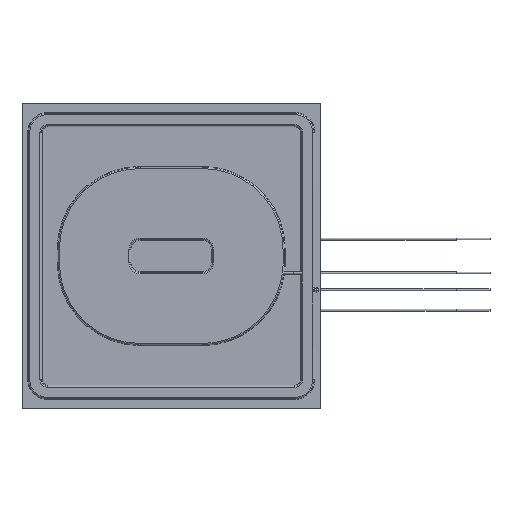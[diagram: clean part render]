
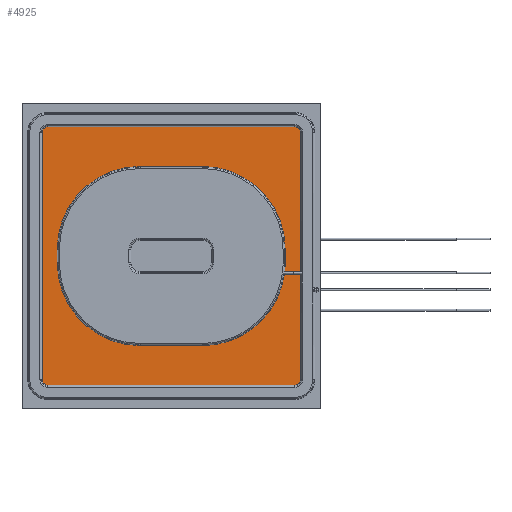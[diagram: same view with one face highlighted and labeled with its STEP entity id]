
A CAD part, top view. The second image highlights one B-rep face of the part: STEP entity #4925.
In plain terms, the highlighted planar face has unit normal (0, 0, 1).
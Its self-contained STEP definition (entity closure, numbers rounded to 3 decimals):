
#349=CIRCLE('',#5951,0.84);
#350=CIRCLE('',#5952,0.84);
#351=CIRCLE('',#5953,0.84);
#352=CIRCLE('',#5954,0.84);
#353=CIRCLE('',#5955,12.21);
#354=CIRCLE('',#5956,12.21);
#355=CIRCLE('',#5957,12.21);
#356=CIRCLE('',#5958,12.21);
#357=CIRCLE('',#5959,12.21);
#1323=ORIENTED_EDGE('',*,*,#2497,.T.);
#1324=ORIENTED_EDGE('',*,*,#2498,.T.);
#1325=ORIENTED_EDGE('',*,*,#2499,.T.);
#1326=ORIENTED_EDGE('',*,*,#2500,.T.);
#1327=ORIENTED_EDGE('',*,*,#2501,.T.);
#1328=ORIENTED_EDGE('',*,*,#2502,.T.);
#1329=ORIENTED_EDGE('',*,*,#2503,.T.);
#1330=ORIENTED_EDGE('',*,*,#2504,.T.);
#1331=ORIENTED_EDGE('',*,*,#2505,.T.);
#1332=ORIENTED_EDGE('',*,*,#2506,.T.);
#1333=ORIENTED_EDGE('',*,*,#2507,.T.);
#1334=ORIENTED_EDGE('',*,*,#2508,.T.);
#1335=ORIENTED_EDGE('',*,*,#2509,.T.);
#1336=ORIENTED_EDGE('',*,*,#2510,.T.);
#1337=ORIENTED_EDGE('',*,*,#2511,.T.);
#1338=ORIENTED_EDGE('',*,*,#2512,.T.);
#1339=ORIENTED_EDGE('',*,*,#2513,.T.);
#1340=ORIENTED_EDGE('',*,*,#2514,.T.);
#1341=ORIENTED_EDGE('',*,*,#2515,.T.);
#1342=ORIENTED_EDGE('',*,*,#2516,.T.);
#2497=EDGE_CURVE('',#3128,#3129,#3570,.T.);
#2498=EDGE_CURVE('',#3129,#3130,#3571,.F.);
#2499=EDGE_CURVE('',#3130,#3131,#349,.F.);
#2500=EDGE_CURVE('',#3131,#3132,#3572,.F.);
#2501=EDGE_CURVE('',#3132,#3133,#350,.F.);
#2502=EDGE_CURVE('',#3133,#3134,#3573,.F.);
#2503=EDGE_CURVE('',#3134,#3135,#351,.F.);
#2504=EDGE_CURVE('',#3135,#3136,#3574,.F.);
#2505=EDGE_CURVE('',#3136,#3137,#352,.F.);
#2506=EDGE_CURVE('',#3137,#3138,#3575,.F.);
#2507=EDGE_CURVE('',#3138,#3139,#3576,.T.);
#2508=EDGE_CURVE('',#3139,#3140,#353,.T.);
#2509=EDGE_CURVE('',#3140,#3141,#3577,.F.);
#2510=EDGE_CURVE('',#3141,#3142,#354,.T.);
#2511=EDGE_CURVE('',#3142,#3143,#3578,.F.);
#2512=EDGE_CURVE('',#3143,#3144,#355,.T.);
#2513=EDGE_CURVE('',#3144,#3145,#3579,.F.);
#2514=EDGE_CURVE('',#3145,#3146,#356,.T.);
#2515=EDGE_CURVE('',#3146,#3147,#3580,.F.);
#2516=EDGE_CURVE('',#3147,#3128,#357,.T.);
#3128=VERTEX_POINT('',#8975);
#3129=VERTEX_POINT('',#8976);
#3130=VERTEX_POINT('',#8978);
#3131=VERTEX_POINT('',#8980);
#3132=VERTEX_POINT('',#8982);
#3133=VERTEX_POINT('',#8984);
#3134=VERTEX_POINT('',#8986);
#3135=VERTEX_POINT('',#8988);
#3136=VERTEX_POINT('',#8990);
#3137=VERTEX_POINT('',#8992);
#3138=VERTEX_POINT('',#8994);
#3139=VERTEX_POINT('',#8996);
#3140=VERTEX_POINT('',#8998);
#3141=VERTEX_POINT('',#9000);
#3142=VERTEX_POINT('',#9002);
#3143=VERTEX_POINT('',#9004);
#3144=VERTEX_POINT('',#9006);
#3145=VERTEX_POINT('',#9008);
#3146=VERTEX_POINT('',#9010);
#3147=VERTEX_POINT('',#9012);
#3570=LINE('',#8974,#3906);
#3571=LINE('',#8977,#3907);
#3572=LINE('',#8981,#3908);
#3573=LINE('',#8985,#3909);
#3574=LINE('',#8989,#3910);
#3575=LINE('',#8993,#3911);
#3576=LINE('',#8995,#3912);
#3577=LINE('',#8999,#3913);
#3578=LINE('',#9003,#3914);
#3579=LINE('',#9007,#3915);
#3580=LINE('',#9011,#3916);
#3906=VECTOR('',#7110,1000.);
#3907=VECTOR('',#7111,1000.);
#3908=VECTOR('',#7114,1000.);
#3909=VECTOR('',#7117,1000.);
#3910=VECTOR('',#7120,1000.);
#3911=VECTOR('',#7123,1000.);
#3912=VECTOR('',#7124,1000.);
#3913=VECTOR('',#7127,1000.);
#3914=VECTOR('',#7130,1000.);
#3915=VECTOR('',#7133,1000.);
#3916=VECTOR('',#7136,1000.);
#4142=EDGE_LOOP('',(#1323,#1324,#1325,#1326,#1327,#1328,#1329,#1330,#1331,
#1332,#1333,#1334,#1335,#1336,#1337,#1338,#1339,#1340,#1341,#1342));
#4489=FACE_BOUND('',#4142,.T.);
#4792=PLANE('',#5950);
#4925=ADVANCED_FACE('',(#4489),#4792,.F.);
#5950=AXIS2_PLACEMENT_3D('',#8973,#7108,#7109);
#5951=AXIS2_PLACEMENT_3D('',#8979,#7112,#7113);
#5952=AXIS2_PLACEMENT_3D('',#8983,#7115,#7116);
#5953=AXIS2_PLACEMENT_3D('',#8987,#7118,#7119);
#5954=AXIS2_PLACEMENT_3D('',#8991,#7121,#7122);
#5955=AXIS2_PLACEMENT_3D('',#8997,#7125,#7126);
#5956=AXIS2_PLACEMENT_3D('',#9001,#7128,#7129);
#5957=AXIS2_PLACEMENT_3D('',#9005,#7131,#7132);
#5958=AXIS2_PLACEMENT_3D('',#9009,#7134,#7135);
#5959=AXIS2_PLACEMENT_3D('',#9013,#7137,#7138);
#7108=DIRECTION('',(0.,0.,-1.));
#7109=DIRECTION('',(-1.,0.,0.));
#7110=DIRECTION('',(1.,0.,0.));
#7111=DIRECTION('',(0.,-1.,0.));
#7112=DIRECTION('',(0.,0.,-1.));
#7113=DIRECTION('',(-1.,0.,0.));
#7114=DIRECTION('',(1.,0.,0.));
#7115=DIRECTION('',(0.,0.,-1.));
#7116=DIRECTION('',(-1.,0.,0.));
#7117=DIRECTION('',(0.,1.,0.));
#7118=DIRECTION('',(0.,0.,-1.));
#7119=DIRECTION('',(-1.,0.,0.));
#7120=DIRECTION('',(-1.,0.,0.));
#7121=DIRECTION('',(0.,0.,-1.));
#7122=DIRECTION('',(-1.,0.,0.));
#7123=DIRECTION('',(0.,-1.,0.));
#7124=DIRECTION('',(-1.,0.,0.));
#7125=DIRECTION('',(0.,0.,-1.));
#7126=DIRECTION('',(-1.,0.,0.));
#7127=DIRECTION('',(1.,0.,0.));
#7128=DIRECTION('',(0.,0.,-1.));
#7129=DIRECTION('',(-1.,0.,0.));
#7130=DIRECTION('',(0.,-1.,0.));
#7131=DIRECTION('',(0.,0.,-1.));
#7132=DIRECTION('',(-1.,0.,0.));
#7133=DIRECTION('',(-1.,0.,0.));
#7134=DIRECTION('',(0.,0.,-1.));
#7135=DIRECTION('',(-1.,0.,0.));
#7136=DIRECTION('',(0.,1.,0.));
#7137=DIRECTION('',(0.,0.,-1.));
#7138=DIRECTION('',(-1.,0.,0.));
#8973=CARTESIAN_POINT('',(0.,0.,0.01));
#8974=CARTESIAN_POINT('',(0.,-2.34,0.01));
#8975=CARTESIAN_POINT('',(16.726,-2.34,0.01));
#8976=CARTESIAN_POINT('',(19.05,-2.34,0.01));
#8977=CARTESIAN_POINT('',(19.05,0.,0.01));
#8978=CARTESIAN_POINT('',(19.05,18.21,0.01));
#8979=CARTESIAN_POINT('',(18.21,18.21,0.01));
#8980=CARTESIAN_POINT('',(18.21,19.05,0.01));
#8981=CARTESIAN_POINT('',(0.,19.05,0.01));
#8982=CARTESIAN_POINT('',(-18.21,19.05,0.01));
#8983=CARTESIAN_POINT('',(-18.21,18.21,0.01));
#8984=CARTESIAN_POINT('',(-19.05,18.21,0.01));
#8985=CARTESIAN_POINT('',(-19.05,0.,0.01));
#8986=CARTESIAN_POINT('',(-19.05,-18.21,0.01));
#8987=CARTESIAN_POINT('',(-18.21,-18.21,0.01));
#8988=CARTESIAN_POINT('',(-18.21,-19.05,0.01));
#8989=CARTESIAN_POINT('',(0.,-19.05,0.01));
#8990=CARTESIAN_POINT('',(18.21,-19.05,0.01));
#8991=CARTESIAN_POINT('',(18.21,-18.21,0.01));
#8992=CARTESIAN_POINT('',(19.05,-18.21,0.01));
#8993=CARTESIAN_POINT('',(19.05,0.,0.01));
#8994=CARTESIAN_POINT('',(19.05,-2.66,0.01));
#8995=CARTESIAN_POINT('',(0.,-2.66,0.01));
#8996=CARTESIAN_POINT('',(16.686,-2.66,0.01));
#8997=CARTESIAN_POINT('',(4.59,-1.,0.01));
#8998=CARTESIAN_POINT('',(4.59,-13.21,0.01));
#8999=CARTESIAN_POINT('',(0.,-13.21,0.01));
#9000=CARTESIAN_POINT('',(-4.59,-13.21,0.01));
#9001=CARTESIAN_POINT('',(-4.59,-1.,0.01));
#9002=CARTESIAN_POINT('',(-16.8,-1.,0.01));
#9003=CARTESIAN_POINT('',(-16.8,0.,0.01));
#9004=CARTESIAN_POINT('',(-16.8,1.,0.01));
#9005=CARTESIAN_POINT('',(-4.59,1.,0.01));
#9006=CARTESIAN_POINT('',(-4.59,13.21,0.01));
#9007=CARTESIAN_POINT('',(0.,13.21,0.01));
#9008=CARTESIAN_POINT('',(4.59,13.21,0.01));
#9009=CARTESIAN_POINT('',(4.59,1.,0.01));
#9010=CARTESIAN_POINT('',(16.8,1.,0.01));
#9011=CARTESIAN_POINT('',(16.8,0.,0.01));
#9012=CARTESIAN_POINT('',(16.8,-1.,0.01));
#9013=CARTESIAN_POINT('',(4.59,-1.,0.01));
